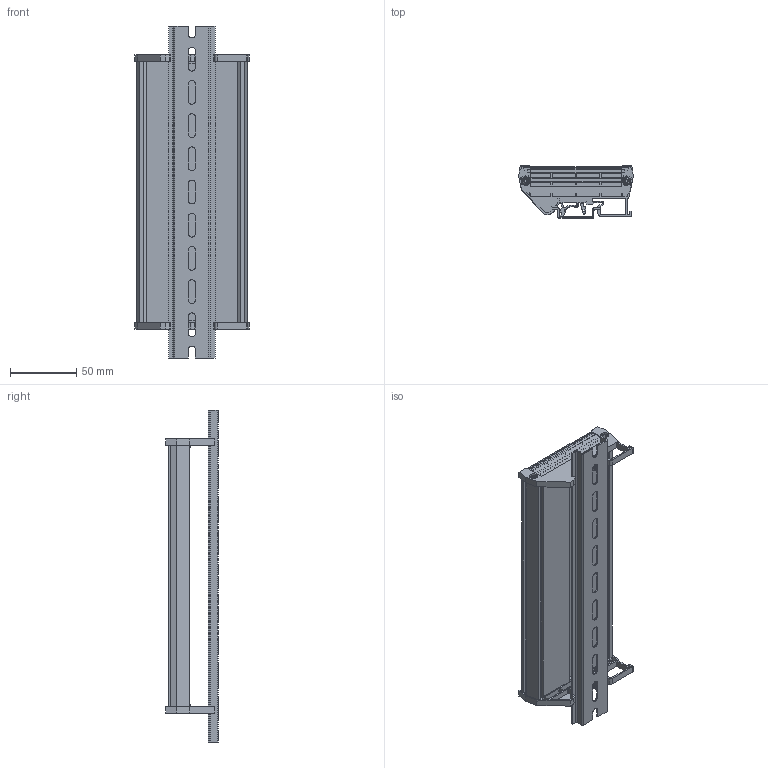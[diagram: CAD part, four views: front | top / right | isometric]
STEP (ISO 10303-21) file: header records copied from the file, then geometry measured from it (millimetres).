
FILE_DESCRIPTION (( 'STEP AP214' ), '1' );
FILE_NAME ('PHSCR-PHRKLR-200.STEP', '2022-01-24T11:29:06', ( '' ), ( '' ), 'SwSTEP 2.0', 'SolidWorks 2017', '' );
FILE_SCHEMA (( 'AUTOMOTIVE_DESIGN' ));
Length unit declared in the file: millimetre
Products named in the file (16): PCB-73; Profile - 72-300; PHSFR; PHSFL; PCB-73_PCB -200; Rail-150; PHSCR-PHRKLR-200; Rail-150_Rail Length - 200; Side Screw; Profile - 72-300_Length-200
Assembly tree (9 placements, depth 2):
  PCB-73
  Profile - 72-300
  PHSFL
  PHSFR
  Rail-150
Bounding box: 86.36 x 39.5 x 250 mm (x, y, z)
Volume: 96402 mm3; surface area: 137000.3 mm2
Topology: 9 solids, 9 shells, 837 faces, 2318 edges, 1531 vertices
Faces by surface type: plane 620, cylinder 169, cone 20, bspline 16, torus 12
Entity records: 25762 total; most frequent: CARTESIAN_POINT 4522, ORIENTED_EDGE 4258, DIRECTION 3957, EDGE_CURVE 2129, VECTOR 1771, LINE 1771, VERTEX_POINT 1414, AXIS2_PLACEMENT_3D 1093
